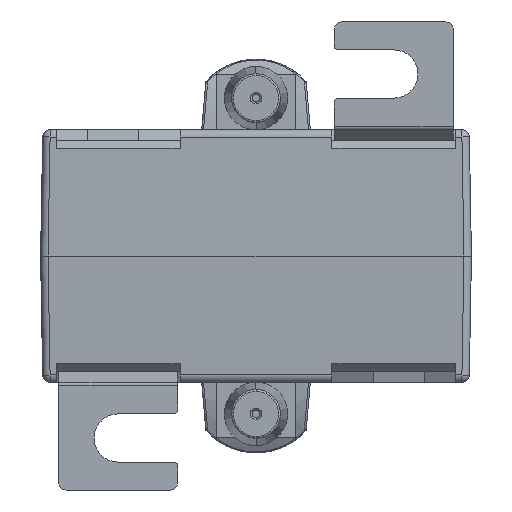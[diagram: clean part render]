
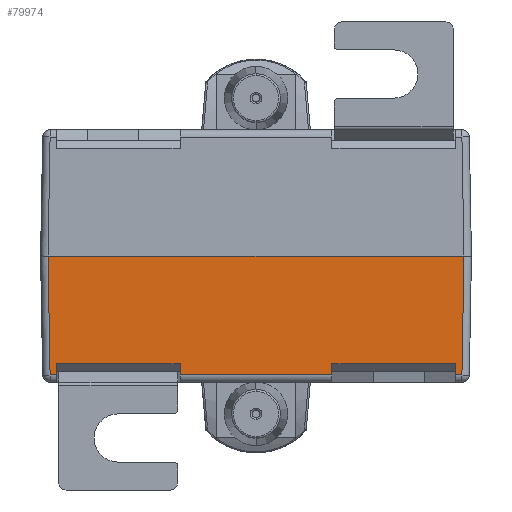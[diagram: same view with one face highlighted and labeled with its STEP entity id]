
A CAD part, front view. The second image highlights one B-rep face of the part: STEP entity #79974.
In plain terms, the highlighted planar face has unit normal (0, -1, -0.018).
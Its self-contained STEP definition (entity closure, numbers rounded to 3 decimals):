
#10343=CARTESIAN_POINT('',(-26.901,-31.72,
-16.017));
#10353=DIRECTION('',(0.017,-0.017,1.));
#10354=VECTOR('',#10353,1.518);
#10355=CARTESIAN_POINT('',(-26.901,-31.72,
-16.017));
#10356=LINE('',#10355,#10354);
#10365=DIRECTION('',(0.017,-0.017,1.));
#10366=VECTOR('',#10365,16.022);
#10367=CARTESIAN_POINT('',(27.721,-31.72,
-16.017));
#10368=LINE('',#10367,#10366);
#10369=DIRECTION('',(-1.,0.,0.));
#10370=VECTOR('',#10369,0.82);
#10371=CARTESIAN_POINT('',(27.721,-31.72,
-16.017));
#10372=LINE('',#10371,#10370);
#10373=DIRECTION('',(1.,0.,0.));
#10374=VECTOR('',#10373,16.649);
#10375=CARTESIAN_POINT('',(10.225,-31.747,
-14.5));
#10376=LINE('',#10375,#10374);
#10377=DIRECTION('',(-1.,0.,0.));
#10378=VECTOR('',#10377,20.398);
#10379=CARTESIAN_POINT('',(10.199,-31.72,
-16.017));
#10380=LINE('',#10379,#10378);
#10381=DIRECTION('',(1.,0.,0.));
#10382=VECTOR('',#10381,16.649);
#10383=CARTESIAN_POINT('',(-26.875,-31.747,
-14.5));
#10384=LINE('',#10383,#10382);
#10385=DIRECTION('',(-1.,0.,0.));
#10386=VECTOR('',#10385,0.82);
#10387=CARTESIAN_POINT('',(-26.901,-31.72,
-16.017));
#10388=LINE('',#10387,#10386);
#10389=DIRECTION('',(-0.017,-0.017,1.));
#10390=VECTOR('',#10389,16.022);
#10391=CARTESIAN_POINT('',(-27.721,-31.72,
-16.017));
#10392=LINE('',#10391,#10390);
#10393=DIRECTION('',(1.,0.,0.));
#10394=VECTOR('',#10393,56.);
#10395=CARTESIAN_POINT('',(-28.,-32.,0.));
#10396=LINE('',#10395,#10394);
#16649=CARTESIAN_POINT('',(26.901,-31.72,
-16.017));
#16659=DIRECTION('',(0.017,0.017,-1.));
#16660=VECTOR('',#16659,1.518);
#16661=CARTESIAN_POINT('',(26.875,-31.747,
-14.5));
#16662=LINE('',#16661,#16660);
#16745=DIRECTION('',(0.017,-0.017,1.));
#16746=VECTOR('',#16745,1.518);
#16747=CARTESIAN_POINT('',(10.199,-31.72,
-16.017));
#16748=LINE('',#16747,#16746);
#16765=CARTESIAN_POINT('',(-10.199,-31.72,
-16.017));
#16775=DIRECTION('',(0.017,0.017,-1.));
#16776=VECTOR('',#16775,1.518);
#16777=CARTESIAN_POINT('',(-10.225,-31.747,
-14.5));
#16778=LINE('',#16777,#16776);
#65108=CARTESIAN_POINT('',(10.225,-31.747,
-14.5));
#65109=CARTESIAN_POINT('',(26.875,-31.747,
-14.5));
#65110=VERTEX_POINT('',#65108);
#65111=VERTEX_POINT('',#65109);
#65116=CARTESIAN_POINT('',(-26.875,-31.747,
-14.5));
#65117=CARTESIAN_POINT('',(-10.225,-31.747,
-14.5));
#65118=VERTEX_POINT('',#65116);
#65119=VERTEX_POINT('',#65117);
#67590=VERTEX_POINT('',#10343);
#67594=CARTESIAN_POINT('',(-27.721,-31.72,
-16.017));
#67595=VERTEX_POINT('',#67594);
#67597=VERTEX_POINT('',#16649);
#67598=CARTESIAN_POINT('',(27.721,-31.72,
-16.017));
#67599=VERTEX_POINT('',#67598);
#67643=VERTEX_POINT('',#16765);
#67644=CARTESIAN_POINT('',(10.199,-31.72,
-16.017));
#67645=VERTEX_POINT('',#67644);
#71641=CARTESIAN_POINT('',(-28.,-32.,0.));
#71642=CARTESIAN_POINT('',(28.,-32.,0.));
#71643=VERTEX_POINT('',#71641);
#71644=VERTEX_POINT('',#71642);
#79946=CARTESIAN_POINT('',(31.264,-32.,0.));
#79947=DIRECTION('',(0.,-1.,-0.017));
#79948=DIRECTION('',(1.,0.,0.));
#79949=AXIS2_PLACEMENT_3D('',#79946,#79947,#79948);
#79950=PLANE('',#79949);
#79952=ORIENTED_EDGE('',*,*,#79951,.T.);
#79954=ORIENTED_EDGE('',*,*,#79953,.F.);
#79956=ORIENTED_EDGE('',*,*,#79955,.T.);
#79958=ORIENTED_EDGE('',*,*,#79957,.F.);
#79960=ORIENTED_EDGE('',*,*,#79959,.F.);
#79962=ORIENTED_EDGE('',*,*,#79961,.F.);
#79964=ORIENTED_EDGE('',*,*,#79963,.T.);
#79966=ORIENTED_EDGE('',*,*,#79965,.F.);
#79968=ORIENTED_EDGE('',*,*,#79967,.F.);
#79969=ORIENTED_EDGE('',*,*,#79927,.F.);
#79970=ORIENTED_EDGE('',*,*,#79916,.T.);
#79971=ORIENTED_EDGE('',*,*,#77803,.T.);
#79972=EDGE_LOOP('',(#79952,#79954,#79956,#79958,#79960,#79962,#79964,#79966,
#79968,#79969,#79970,#79971));
#79973=FACE_OUTER_BOUND('',#79972,.F.);
#77803=EDGE_CURVE('',#67595,#71643,#10392,.T.);
#79916=EDGE_CURVE('',#67590,#67595,#10388,.T.);
#79927=EDGE_CURVE('',#67590,#65118,#10356,.T.);
#79951=EDGE_CURVE('',#71643,#71644,#10396,.T.);
#79953=EDGE_CURVE('',#67599,#71644,#10368,.T.);
#79955=EDGE_CURVE('',#67599,#67597,#10372,.T.);
#79957=EDGE_CURVE('',#65111,#67597,#16662,.T.);
#79959=EDGE_CURVE('',#65110,#65111,#10376,.T.);
#79961=EDGE_CURVE('',#67645,#65110,#16748,.T.);
#79963=EDGE_CURVE('',#67645,#67643,#10380,.T.);
#79965=EDGE_CURVE('',#65119,#67643,#16778,.T.);
#79967=EDGE_CURVE('',#65118,#65119,#10384,.T.);
#79974=ADVANCED_FACE('',(#79973),#79950,.T.);
